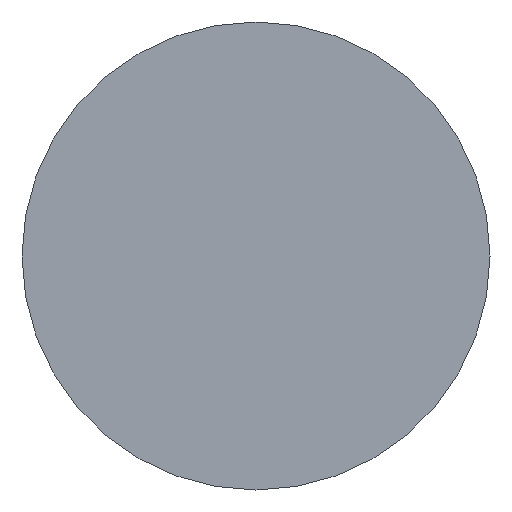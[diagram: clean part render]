
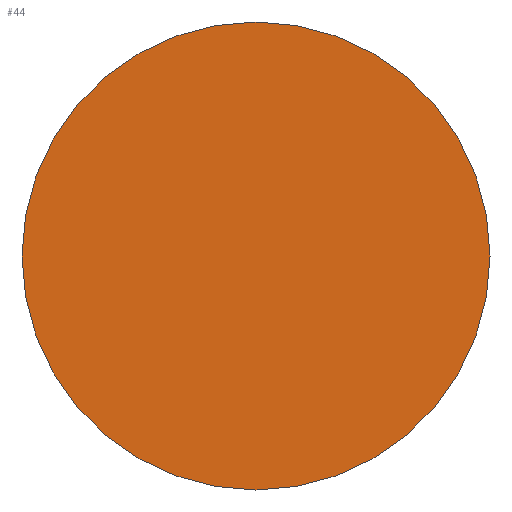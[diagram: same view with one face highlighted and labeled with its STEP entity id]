
A CAD part, front view. The second image highlights one B-rep face of the part: STEP entity #44.
In plain terms, the highlighted planar face has unit normal (0, -1, 0).
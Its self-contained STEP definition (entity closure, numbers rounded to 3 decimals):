
#44 = ADVANCED_FACE( '', ( #89 ), #90, .F. );
#89 = FACE_OUTER_BOUND( '', #127, .T. );
#90 = PLANE( '', #128 );
#127 = EDGE_LOOP( '', ( #171 ) );
#128 = AXIS2_PLACEMENT_3D( '', #172, #173, #174 );
#171 = ORIENTED_EDGE( '', *, *, #190, .T. );
#172 = CARTESIAN_POINT( '', ( 8., 0., 0. ) );
#173 = DIRECTION( '', ( 0., 1., 0. ) );
#174 = DIRECTION( '', ( -1., 0., 0. ) );
#190 = EDGE_CURVE( '', #211, #211, #212, .T. );
#211 = VERTEX_POINT( '', #233 );
#212 = CIRCLE( '', #234, 8. );
#233 = CARTESIAN_POINT( '', ( 8., 0., 0. ) );
#234 = AXIS2_PLACEMENT_3D( '', #256, #257, #258 );
#256 = CARTESIAN_POINT( '', ( 0., 0., 0. ) );
#257 = DIRECTION( '', ( 0., -1., 0. ) );
#258 = DIRECTION( '', ( 1., 0., 0. ) );
